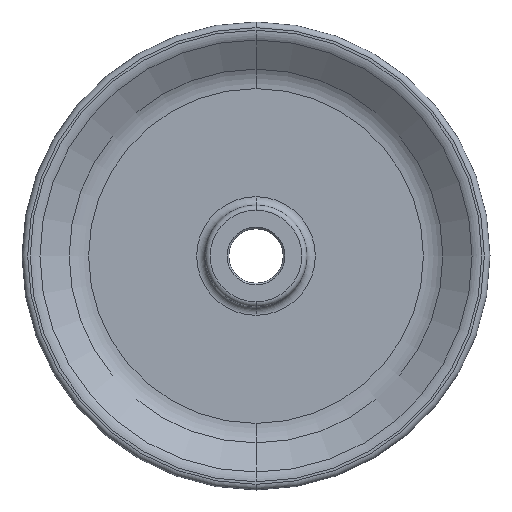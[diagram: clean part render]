
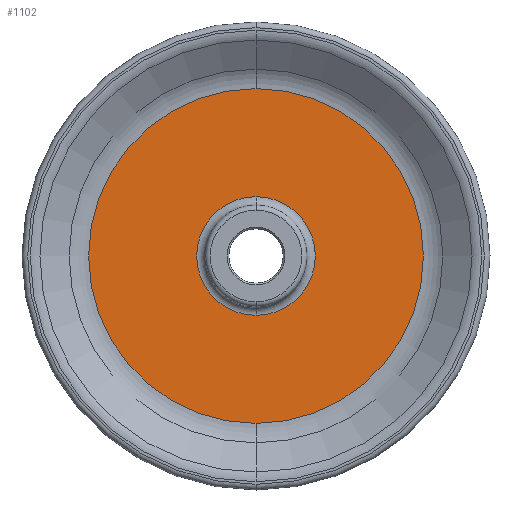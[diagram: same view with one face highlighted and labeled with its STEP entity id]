
A CAD part, front view. The second image highlights one B-rep face of the part: STEP entity #1102.
In plain terms, the highlighted planar face has unit normal (0, -1, 0).
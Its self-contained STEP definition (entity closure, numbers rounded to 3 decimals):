
#144=CARTESIAN_POINT('',(0.,-10.,-35.));
#145=VERTEX_POINT('',#144);
#146=CARTESIAN_POINT('',(-0.,-10.,35.));
#147=VERTEX_POINT('',#146);
#148=CARTESIAN_POINT('',(0.,-10.,0.));
#149=DIRECTION('',(0.,1.,0.));
#150=DIRECTION('',(0.,-0.,1.));
#151=AXIS2_PLACEMENT_3D('',#148,#149,#150);
#152=CIRCLE('',#151,35.);
#153=EDGE_CURVE('',#145,#147,#152,.T.);
#415=CARTESIAN_POINT('',(0.,-10.,-98.701));
#416=VERTEX_POINT('',#415);
#424=CARTESIAN_POINT('',(0.,-10.,98.701));
#425=VERTEX_POINT('',#424);
#426=CARTESIAN_POINT('',(0.,-10.,0.));
#427=DIRECTION('',(0.,-1.,0.));
#428=DIRECTION('',(0.,0.,1.));
#429=AXIS2_PLACEMENT_3D('',#426,#427,#428);
#430=CIRCLE('',#429,98.701);
#431=EDGE_CURVE('',#425,#416,#430,.T.);
#1077=CARTESIAN_POINT('',(-30.,-10.,0.));
#1078=DIRECTION('',(0.,1.,0.));
#1079=DIRECTION('',(0.,0.,1.));
#1080=AXIS2_PLACEMENT_3D('',#1077,#1078,#1079);
#1081=PLANE('',#1080);
#1082=CARTESIAN_POINT('',(0.,-10.,0.));
#1083=DIRECTION('',(0.,1.,0.));
#1084=DIRECTION('',(0.,-0.,1.));
#1085=AXIS2_PLACEMENT_3D('',#1082,#1083,#1084);
#1086=CIRCLE('',#1085,35.);
#1087=EDGE_CURVE('',#147,#145,#1086,.T.);
#1088=ORIENTED_EDGE('',*,*,#1087,.T.);
#1089=ORIENTED_EDGE('',*,*,#153,.T.);
#1090=EDGE_LOOP('',(#1088,#1089));
#1091=FACE_BOUND('',#1090,.T.);
#1092=ORIENTED_EDGE('',*,*,#431,.T.);
#1093=CARTESIAN_POINT('',(0.,-10.,0.));
#1094=DIRECTION('',(0.,-1.,0.));
#1095=DIRECTION('',(0.,0.,1.));
#1096=AXIS2_PLACEMENT_3D('',#1093,#1094,#1095);
#1097=CIRCLE('',#1096,98.701);
#1098=EDGE_CURVE('',#416,#425,#1097,.T.);
#1099=ORIENTED_EDGE('',*,*,#1098,.T.);
#1100=EDGE_LOOP('',(#1092,#1099));
#1101=FACE_BOUND('',#1100,.T.);
#1102=ADVANCED_FACE('NONE',(#1091,#1101),#1081,.F.);
